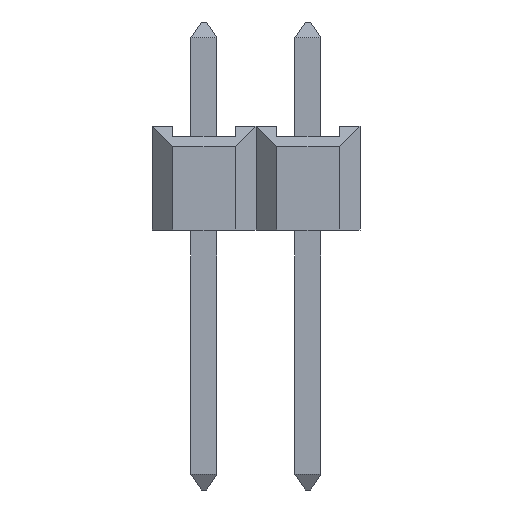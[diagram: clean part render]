
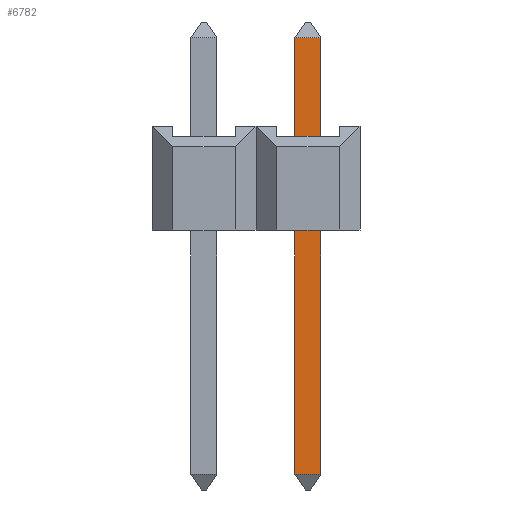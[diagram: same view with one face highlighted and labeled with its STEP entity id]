
A CAD part, front view. The second image highlights one B-rep face of the part: STEP entity #6782.
In plain terms, the highlighted planar face has unit normal (0, -1, 0).
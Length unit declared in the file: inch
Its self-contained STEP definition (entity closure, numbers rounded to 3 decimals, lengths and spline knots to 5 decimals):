
#6782=ADVANCED_FACE('',(#8548),#7666,.T.);
#7666=PLANE('',#21707);
#8548=FACE_OUTER_BOUND('',#9384,.T.);
#9384=EDGE_LOOP('',(#10407,#10408,#10409,#10410));
#10407=ORIENTED_EDGE('',*,*,#15651,.T.);
#10408=ORIENTED_EDGE('',*,*,#15659,.T.);
#10409=ORIENTED_EDGE('',*,*,#15656,.F.);
#10410=ORIENTED_EDGE('',*,*,#15660,.T.);
#14385=VERTEX_POINT('',#26473);
#14386=VERTEX_POINT('',#26475);
#14389=VERTEX_POINT('',#26485);
#14390=VERTEX_POINT('',#26486);
#15651=EDGE_CURVE('',#14386,#14385,#17679,.T.);
#15656=EDGE_CURVE('',#14389,#14390,#17684,.T.);
#15659=EDGE_CURVE('',#14385,#14390,#17687,.T.);
#15660=EDGE_CURVE('',#14389,#14386,#17688,.T.);
#17679=LINE('',#26474,#19707);
#17684=LINE('',#26484,#19712);
#17687=LINE('',#26490,#19715);
#17688=LINE('',#26491,#19716);
#19707=VECTOR('',#22662,1.);
#19712=VECTOR('',#22671,1.);
#19715=VECTOR('',#22676,1.);
#19716=VECTOR('',#22677,1.);
#21707=AXIS2_PLACEMENT_3D('',#26492,#22678,#22679);
#22662=DIRECTION('',(0.,0.,-1.));
#22671=DIRECTION('',(0.,0.,-1.));
#22676=DIRECTION('',(1.,0.,0.));
#22677=DIRECTION('',(-1.,0.,0.));
#22678=DIRECTION('',(0.,-1.,0.));
#22679=DIRECTION('',(0.,0.,-1.));
#26473=CARTESIAN_POINT('',(0.0875,-0.0125,-0.235));
#26474=CARTESIAN_POINT('',(0.0875,-0.0125,0.2));
#26475=CARTESIAN_POINT('',(0.0875,-0.0125,0.185));
#26484=CARTESIAN_POINT('',(0.1125,-0.0125,0.2));
#26485=CARTESIAN_POINT('',(0.1125,-0.0125,0.185));
#26486=CARTESIAN_POINT('',(0.1125,-0.0125,-0.235));
#26490=CARTESIAN_POINT('',(0.1125,-0.0125,-0.235));
#26491=CARTESIAN_POINT('',(0.0875,-0.0125,0.185));
#26492=CARTESIAN_POINT('',(0.1125,-0.0125,0.2));
